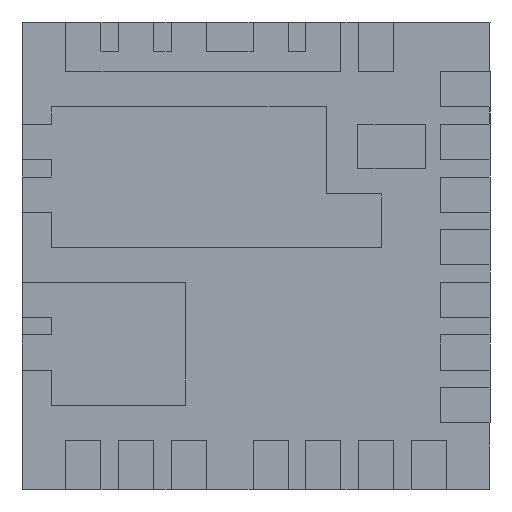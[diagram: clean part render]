
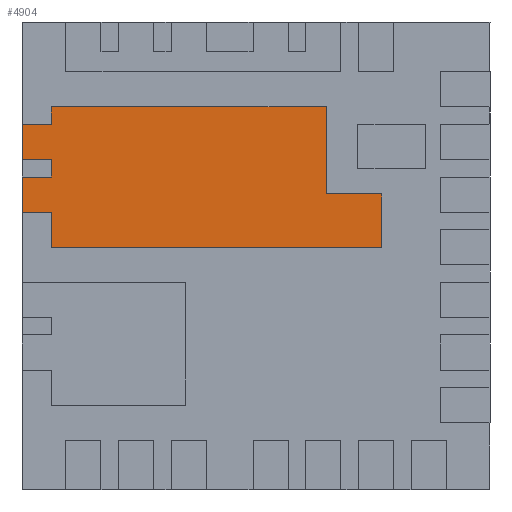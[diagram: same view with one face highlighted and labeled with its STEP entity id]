
A CAD part, front view. The second image highlights one B-rep face of the part: STEP entity #4904.
In plain terms, the highlighted planar face has unit normal (0, -1, 0).
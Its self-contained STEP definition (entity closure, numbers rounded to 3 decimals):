
#285=PLANE('',#5209);
#553=FACE_OUTER_BOUND('',#824,.T.);
#824=EDGE_LOOP('',(#4497,#4498,#4499,#4500,#4501,#4502,#4503,#4504,#4505,
#4506,#4507,#4508,#4509,#4510));
#1412=LINE('',#7602,#2081);
#1416=LINE('',#7610,#2085);
#1419=LINE('',#7616,#2088);
#1422=LINE('',#7622,#2091);
#1425=LINE('',#7628,#2094);
#1428=LINE('',#7634,#2097);
#1431=LINE('',#7640,#2100);
#1434=LINE('',#7646,#2103);
#1437=LINE('',#7652,#2106);
#1440=LINE('',#7658,#2109);
#1443=LINE('',#7664,#2112);
#1446=LINE('',#7670,#2115);
#1449=LINE('',#7676,#2118);
#1452=LINE('',#7681,#2121);
#2081=VECTOR('',#6235,10.);
#2085=VECTOR('',#6241,10.);
#2088=VECTOR('',#6246,10.);
#2091=VECTOR('',#6251,10.);
#2094=VECTOR('',#6256,10.);
#2097=VECTOR('',#6261,10.);
#2100=VECTOR('',#6266,10.);
#2103=VECTOR('',#6271,10.);
#2106=VECTOR('',#6276,10.);
#2109=VECTOR('',#6281,10.);
#2112=VECTOR('',#6286,10.);
#2115=VECTOR('',#6291,10.);
#2118=VECTOR('',#6296,10.);
#2121=VECTOR('',#6301,10.);
#2572=VERTEX_POINT('',#7600);
#2573=VERTEX_POINT('',#7601);
#2576=VERTEX_POINT('',#7609);
#2578=VERTEX_POINT('',#7615);
#2580=VERTEX_POINT('',#7621);
#2582=VERTEX_POINT('',#7627);
#2584=VERTEX_POINT('',#7633);
#2586=VERTEX_POINT('',#7639);
#2588=VERTEX_POINT('',#7645);
#2590=VERTEX_POINT('',#7651);
#2592=VERTEX_POINT('',#7657);
#2594=VERTEX_POINT('',#7663);
#2596=VERTEX_POINT('',#7669);
#2598=VERTEX_POINT('',#7675);
#3204=EDGE_CURVE('',#2572,#2573,#1412,.T.);
#3208=EDGE_CURVE('',#2573,#2576,#1416,.T.);
#3211=EDGE_CURVE('',#2576,#2578,#1419,.T.);
#3214=EDGE_CURVE('',#2578,#2580,#1422,.T.);
#3217=EDGE_CURVE('',#2580,#2582,#1425,.T.);
#3220=EDGE_CURVE('',#2582,#2584,#1428,.T.);
#3223=EDGE_CURVE('',#2584,#2586,#1431,.T.);
#3226=EDGE_CURVE('',#2588,#2586,#1434,.T.);
#3229=EDGE_CURVE('',#2590,#2588,#1437,.T.);
#3232=EDGE_CURVE('',#2592,#2590,#1440,.T.);
#3235=EDGE_CURVE('',#2594,#2592,#1443,.T.);
#3238=EDGE_CURVE('',#2596,#2594,#1446,.T.);
#3241=EDGE_CURVE('',#2598,#2596,#1449,.T.);
#3244=EDGE_CURVE('',#2572,#2598,#1452,.T.);
#4497=ORIENTED_EDGE('',*,*,#3244,.F.);
#4498=ORIENTED_EDGE('',*,*,#3204,.T.);
#4499=ORIENTED_EDGE('',*,*,#3208,.T.);
#4500=ORIENTED_EDGE('',*,*,#3211,.T.);
#4501=ORIENTED_EDGE('',*,*,#3214,.T.);
#4502=ORIENTED_EDGE('',*,*,#3217,.T.);
#4503=ORIENTED_EDGE('',*,*,#3220,.T.);
#4504=ORIENTED_EDGE('',*,*,#3223,.T.);
#4505=ORIENTED_EDGE('',*,*,#3226,.F.);
#4506=ORIENTED_EDGE('',*,*,#3229,.F.);
#4507=ORIENTED_EDGE('',*,*,#3232,.F.);
#4508=ORIENTED_EDGE('',*,*,#3235,.F.);
#4509=ORIENTED_EDGE('',*,*,#3238,.F.);
#4510=ORIENTED_EDGE('',*,*,#3241,.F.);
#4904=ADVANCED_FACE('',(#553),#285,.F.);
#5209=AXIS2_PLACEMENT_3D('',#7684,#6305,#6306);
#6235=DIRECTION('',(1.,0.,0.));
#6241=DIRECTION('',(0.,0.,-1.));
#6246=DIRECTION('',(1.,0.,0.));
#6251=DIRECTION('',(0.,0.,1.));
#6256=DIRECTION('',(-1.,0.,0.));
#6261=DIRECTION('',(0.,0.,1.));
#6266=DIRECTION('',(-1.,0.,0.));
#6271=DIRECTION('',(0.,0.,1.));
#6276=DIRECTION('',(1.,0.,0.));
#6281=DIRECTION('',(0.,0.,1.));
#6286=DIRECTION('',(-1.,0.,0.));
#6291=DIRECTION('',(0.,0.,1.));
#6296=DIRECTION('',(1.,0.,0.));
#6301=DIRECTION('',(0.,0.,1.));
#6305=DIRECTION('center_axis',(0.,1.,0.));
#6306=DIRECTION('ref_axis',(1.,0.,0.));
#7600=CARTESIAN_POINT('',(-2.,0.,0.375));
#7601=CARTESIAN_POINT('',(-1.75,0.,0.375));
#7602=CARTESIAN_POINT('',(-2.,0.,0.375));
#7609=CARTESIAN_POINT('',(-1.75,0.,0.075));
#7610=CARTESIAN_POINT('',(-1.75,0.,0.375));
#7615=CARTESIAN_POINT('',(1.075,0.,0.075));
#7616=CARTESIAN_POINT('',(-1.75,0.,0.075));
#7621=CARTESIAN_POINT('',(1.075,0.,0.53));
#7622=CARTESIAN_POINT('',(1.075,0.,0.075));
#7627=CARTESIAN_POINT('',(0.6,0.,0.53));
#7628=CARTESIAN_POINT('',(1.075,0.,0.53));
#7633=CARTESIAN_POINT('',(0.6,0.,1.275));
#7634=CARTESIAN_POINT('',(0.6,0.,0.53));
#7639=CARTESIAN_POINT('',(-1.75,0.,1.275));
#7640=CARTESIAN_POINT('',(0.6,0.,1.275));
#7645=CARTESIAN_POINT('',(-1.75,0.,1.125));
#7646=CARTESIAN_POINT('',(-1.75,0.,1.125));
#7651=CARTESIAN_POINT('',(-2.,0.,1.125));
#7652=CARTESIAN_POINT('',(-2.,0.,1.125));
#7657=CARTESIAN_POINT('',(-2.,0.,0.825));
#7658=CARTESIAN_POINT('',(-2.,0.,0.825));
#7663=CARTESIAN_POINT('',(-1.75,0.,0.825));
#7664=CARTESIAN_POINT('',(-1.75,0.,0.825));
#7669=CARTESIAN_POINT('',(-1.75,0.,0.675));
#7670=CARTESIAN_POINT('',(-1.75,0.,0.675));
#7675=CARTESIAN_POINT('',(-2.,0.,0.675));
#7676=CARTESIAN_POINT('',(-2.,0.,0.675));
#7681=CARTESIAN_POINT('',(-2.,0.,0.375));
#7684=CARTESIAN_POINT('Origin',(-0.463,0.,0.675));
